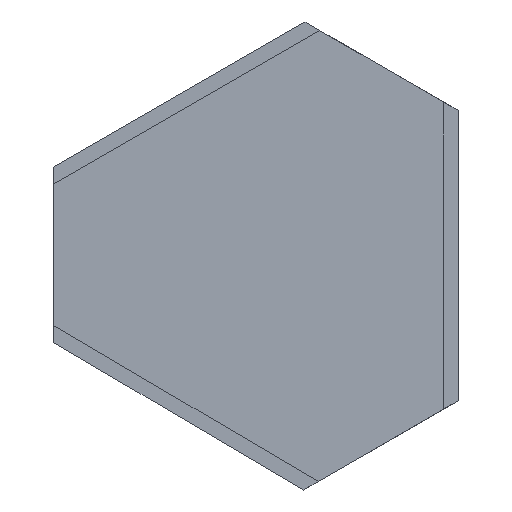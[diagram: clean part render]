
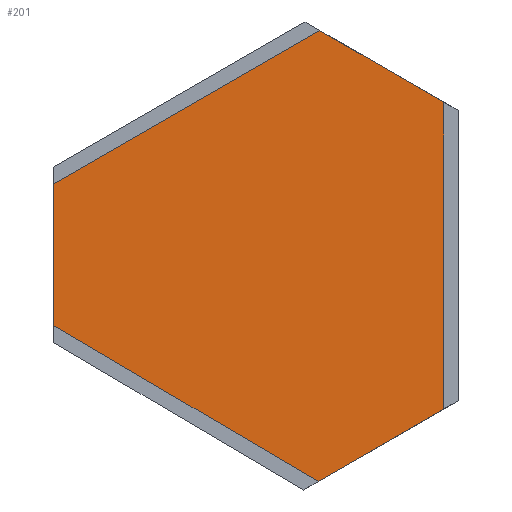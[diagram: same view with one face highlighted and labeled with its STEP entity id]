
A CAD part, front view. The second image highlights one B-rep face of the part: STEP entity #201.
In plain terms, the highlighted planar face has unit normal (0, -1, 0).
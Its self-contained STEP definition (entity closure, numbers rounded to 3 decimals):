
#9 = DIRECTION ( 'NONE',  ( 0., 0., -1. ) ) ;
#23 = DIRECTION ( 'NONE',  ( 0.866, 0., -0.5 ) ) ;
#25 = LINE ( 'NONE', #443, #101 ) ;
#34 = ORIENTED_EDGE ( 'NONE', *, *, #117, .F. ) ;
#36 = LINE ( 'NONE', #338, #153 ) ;
#37 = CARTESIAN_POINT ( 'NONE',  ( 1.842, 0., -10.3 ) ) ;
#41 = VECTOR ( 'NONE', #480, 1000. ) ;
#47 = VECTOR ( 'NONE', #430, 1000. ) ;
#51 = LINE ( 'NONE', #399, #471 ) ;
#76 = CARTESIAN_POINT ( 'NONE',  ( 2.488, 0., -9.927 ) ) ;
#101 = VECTOR ( 'NONE', #405, 1000. ) ;
#103 = VERTEX_POINT ( 'NONE', #461 ) ;
#104 = LINE ( 'NONE', #143, #41 ) ;
#113 = ORIENTED_EDGE ( 'NONE', *, *, #389, .F. ) ;
#117 = EDGE_CURVE ( 'NONE', #103, #359, #495, .T. ) ;
#136 = CARTESIAN_POINT ( 'NONE',  ( 7.992, 0., -6.748 ) ) ;
#137 = EDGE_CURVE ( 'NONE', #359, #139, #385, .T. ) ;
#139 = VERTEX_POINT ( 'NONE', #76 ) ;
#143 = CARTESIAN_POINT ( 'NONE',  ( 2.551, 0., 9.891 ) ) ;
#145 = VERTEX_POINT ( 'NONE', #192 ) ;
#153 = VECTOR ( 'NONE', #457, 1000. ) ;
#159 = FACE_OUTER_BOUND ( 'NONE', #215, .T. ) ;
#183 = AXIS2_PLACEMENT_3D ( 'NONE', #476, #234, #9 ) ;
#192 = CARTESIAN_POINT ( 'NONE',  ( -9.14, 0., 3.141 ) ) ;
#201 = ADVANCED_FACE ( 'NONE', ( #159 ), #276, .T. ) ;
#211 = VERTEX_POINT ( 'NONE', #358 ) ;
#215 = EDGE_LOOP ( 'NONE', ( #260, #34, #337, #218, #500, #113 ) ) ;
#218 = ORIENTED_EDGE ( 'NONE', *, *, #263, .F. ) ;
#234 = DIRECTION ( 'NONE',  ( 0., -1., 0. ) ) ;
#260 = ORIENTED_EDGE ( 'NONE', *, *, #137, .F. ) ;
#263 = EDGE_CURVE ( 'NONE', #145, #452, #104, .T. ) ;
#264 = CARTESIAN_POINT ( 'NONE',  ( 7.992, 0., -6.748 ) ) ;
#270 = DIRECTION ( 'NONE',  ( -0.866, 0., -0.5 ) ) ;
#276 = PLANE ( 'NONE',  #183 ) ;
#282 = EDGE_CURVE ( 'NONE', #452, #103, #51, .T. ) ;
#337 = ORIENTED_EDGE ( 'NONE', *, *, #282, .F. ) ;
#338 = CARTESIAN_POINT ( 'NONE',  ( -9.14, 0., -3.068 ) ) ;
#340 = EDGE_CURVE ( 'NONE', #211, #145, #25, .T. ) ;
#358 = CARTESIAN_POINT ( 'NONE',  ( -9.14, 0., -3.068 ) ) ;
#359 = VERTEX_POINT ( 'NONE', #136 ) ;
#384 = CARTESIAN_POINT ( 'NONE',  ( 2.551, 0., 9.891 ) ) ;
#385 = LINE ( 'NONE', #37, #403 ) ;
#389 = EDGE_CURVE ( 'NONE', #139, #211, #36, .T. ) ;
#399 = CARTESIAN_POINT ( 'NONE',  ( 8.64, 0., 6.377 ) ) ;
#403 = VECTOR ( 'NONE', #270, 1000. ) ;
#405 = DIRECTION ( 'NONE',  ( 0., 0., 1. ) ) ;
#430 = DIRECTION ( 'NONE',  ( 0., 0., -1. ) ) ;
#443 = CARTESIAN_POINT ( 'NONE',  ( -9.14, 0., -3.822 ) ) ;
#452 = VERTEX_POINT ( 'NONE', #384 ) ;
#457 = DIRECTION ( 'NONE',  ( -0.861, 0., 0.508 ) ) ;
#461 = CARTESIAN_POINT ( 'NONE',  ( 7.991, 0., 6.752 ) ) ;
#471 = VECTOR ( 'NONE', #23, 1000. ) ;
#476 = CARTESIAN_POINT ( 'NONE',  ( 0., 0., 0. ) ) ;
#480 = DIRECTION ( 'NONE',  ( 0.866, 0., 0.5 ) ) ;
#495 = LINE ( 'NONE', #264, #47 ) ;
#500 = ORIENTED_EDGE ( 'NONE', *, *, #340, .F. ) ;
